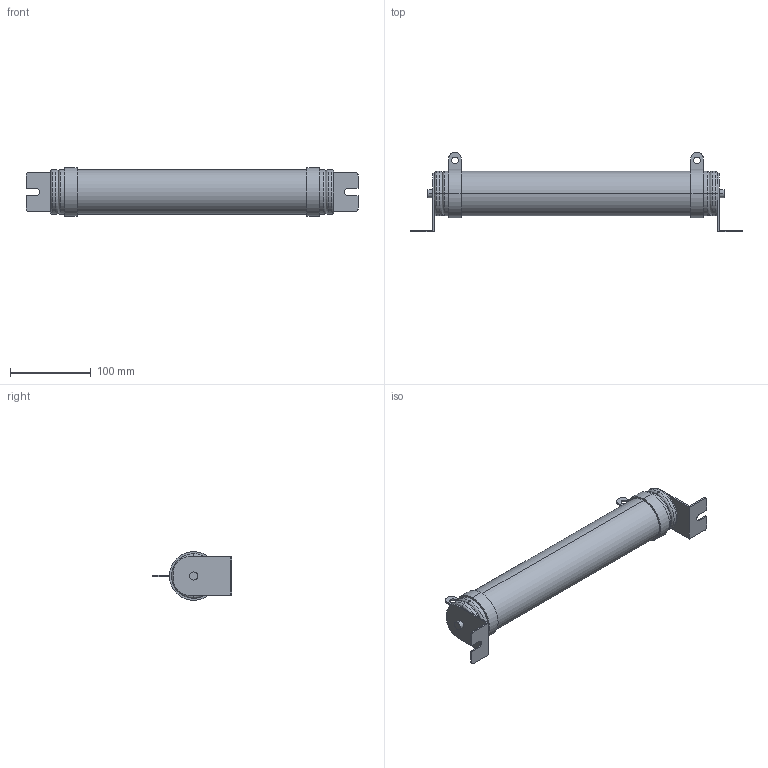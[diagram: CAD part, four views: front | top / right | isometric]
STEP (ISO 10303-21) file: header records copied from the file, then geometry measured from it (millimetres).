
FILE_DESCRIPTION (( 'STEP AP214' ), '1' );
FILE_NAME ('VFD-BR-B2-PD-3D00-BR750W140.STEP', '2021-08-18T20:10:17', ( '' ), ( '' ), 'SwSTEP 2.0', 'SolidWorks 2017', '' );
FILE_SCHEMA (( 'AUTOMOTIVE_DESIGN' ));
Length unit declared in the file: inch
Products named in the file (1): VFD-BR-B2-PD-3D00-BR750W140
Bounding box: 410 x 98 x 60 mm (x, y, z)
Volume: 862959.8 mm3; surface area: 81321.8 mm2
Topology: 1 solids, 1 shells, 90 faces, 226 edges, 144 vertices
Faces by surface type: plane 40, cylinder 38, torus 12
Entity records: 2794 total; most frequent: CARTESIAN_POINT 525, DIRECTION 492, ORIENTED_EDGE 452, EDGE_CURVE 226, AXIS2_PLACEMENT_3D 187, VERTEX_POINT 144, LINE 118, VECTOR 118
